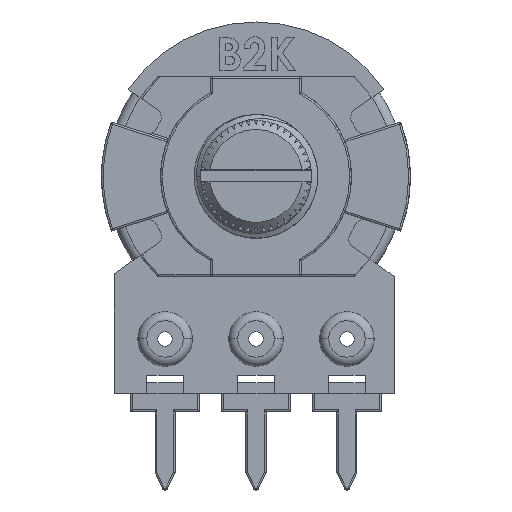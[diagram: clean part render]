
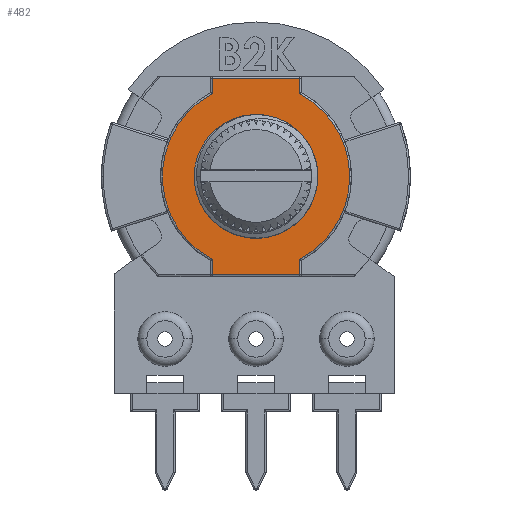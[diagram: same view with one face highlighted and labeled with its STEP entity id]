
A CAD part, top view. The second image highlights one B-rep face of the part: STEP entity #482.
In plain terms, the highlighted planar face has unit normal (0, 0, 1).
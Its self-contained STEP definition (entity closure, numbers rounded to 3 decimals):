
#55 = LINE ( 'NONE', #15304, #14126 ) ;
#335 = CARTESIAN_POINT ( 'NONE',  ( 0., 0., 2.2 ) ) ;
#369 = CIRCLE ( 'NONE', #13546, 3.4 ) ;
#473 = VERTEX_POINT ( 'NONE', #6361 ) ;
#482 = ADVANCED_FACE ( 'NONE', ( #16610, #5737 ), #7262, .T. ) ;
#802 = CARTESIAN_POINT ( 'NONE',  ( -2.4, -5.4, 2.2 ) ) ;
#862 = LINE ( 'NONE', #9042, #4455 ) ;
#869 = EDGE_LOOP ( 'NONE', ( #16704, #16010, #2863, #6329, #9286, #10567, #12479, #9214, #15083 ) ) ;
#904 = DIRECTION ( 'NONE',  ( 0., 1., 0. ) ) ;
#1048 = CIRCLE ( 'NONE', #4443, 5.15 ) ;
#1165 = VERTEX_POINT ( 'NONE', #4400 ) ;
#1425 = CARTESIAN_POINT ( 'NONE',  ( 0., -3.4, 2.2 ) ) ;
#1452 = EDGE_CURVE ( 'NONE', #473, #15873, #4557, .T. ) ;
#1549 = CARTESIAN_POINT ( 'NONE',  ( 2.4, -4.617, 2.2 ) ) ;
#1714 = DIRECTION ( 'NONE',  ( 1., 0., 0. ) ) ;
#1802 = CARTESIAN_POINT ( 'NONE',  ( 0., 0., 2.2 ) ) ;
#2257 = CARTESIAN_POINT ( 'NONE',  ( 5.15, 0., 2.2 ) ) ;
#2312 = EDGE_CURVE ( 'NONE', #10476, #15659, #55, .T. ) ;
#2406 = AXIS2_PLACEMENT_3D ( 'NONE', #1802, #11322, #3160 ) ;
#2863 = ORIENTED_EDGE ( 'NONE', *, *, #13216, .T. ) ;
#3160 = DIRECTION ( 'NONE',  ( 1., 0., 0. ) ) ;
#4039 = AXIS2_PLACEMENT_3D ( 'NONE', #335, #9853, #1714 ) ;
#4078 = DIRECTION ( 'NONE',  ( 0., 0., 1. ) ) ;
#4161 = AXIS2_PLACEMENT_3D ( 'NONE', #7680, #7946, #8065 ) ;
#4274 = DIRECTION ( 'NONE',  ( 0., 1., 0. ) ) ;
#4279 = CARTESIAN_POINT ( 'NONE',  ( 0., 0., 2.2 ) ) ;
#4400 = CARTESIAN_POINT ( 'NONE',  ( -2.404, -2.404, 2.2 ) ) ;
#4440 = VECTOR ( 'NONE', #16104, 1000. ) ;
#4443 = AXIS2_PLACEMENT_3D ( 'NONE', #5053, #14592, #6437 ) ;
#4455 = VECTOR ( 'NONE', #904, 1000. ) ;
#4557 = LINE ( 'NONE', #11682, #14576 ) ;
#4720 = EDGE_CURVE ( 'NONE', #13171, #6407, #14547, .T. ) ;
#4775 = CIRCLE ( 'NONE', #4039, 3.4 ) ;
#5053 = CARTESIAN_POINT ( 'NONE',  ( 0., 0., 2.2 ) ) ;
#5261 = CARTESIAN_POINT ( 'NONE',  ( 2.4, 4.557, 2.2 ) ) ;
#5643 = DIRECTION ( 'NONE',  ( 1., 0., 0. ) ) ;
#5737 = FACE_BOUND ( 'NONE', #6106, .T. ) ;
#5869 = CARTESIAN_POINT ( 'NONE',  ( -2.4, -4.557, 2.2 ) ) ;
#6076 = VERTEX_POINT ( 'NONE', #15785 ) ;
#6106 = EDGE_LOOP ( 'NONE', ( #11058, #6983 ) ) ;
#6329 = ORIENTED_EDGE ( 'NONE', *, *, #10155, .T. ) ;
#6361 = CARTESIAN_POINT ( 'NONE',  ( 2.4, 5.4, 2.2 ) ) ;
#6407 = VERTEX_POINT ( 'NONE', #5869 ) ;
#6437 = DIRECTION ( 'NONE',  ( 1., 0., 0. ) ) ;
#6620 = CARTESIAN_POINT ( 'NONE',  ( -2.4, -5.5, 2.2 ) ) ;
#6800 = CARTESIAN_POINT ( 'NONE',  ( 2.4, -5.4, 2.2 ) ) ;
#6983 = ORIENTED_EDGE ( 'NONE', *, *, #15192, .F. ) ;
#7109 = DIRECTION ( 'NONE',  ( 1., 0., 0. ) ) ;
#7211 = VERTEX_POINT ( 'NONE', #5261 ) ;
#7262 = PLANE ( 'NONE',  #4161 ) ;
#7680 = CARTESIAN_POINT ( 'NONE',  ( 0., 0., 2.2 ) ) ;
#7946 = DIRECTION ( 'NONE',  ( 0., 0., 1. ) ) ;
#8065 = DIRECTION ( 'NONE',  ( 1., 0., 0. ) ) ;
#8252 = EDGE_CURVE ( 'NONE', #7211, #473, #862, .T. ) ;
#8698 = CIRCLE ( 'NONE', #12492, 5.15 ) ;
#9042 = CARTESIAN_POINT ( 'NONE',  ( 2.4, 5.5, 2.2 ) ) ;
#9214 = ORIENTED_EDGE ( 'NONE', *, *, #16539, .T. ) ;
#9286 = ORIENTED_EDGE ( 'NONE', *, *, #12991, .T. ) ;
#9853 = DIRECTION ( 'NONE',  ( 0., 0., 1. ) ) ;
#9951 = EDGE_CURVE ( 'NONE', #6407, #10476, #14895, .T. ) ;
#10155 = EDGE_CURVE ( 'NONE', #6076, #11805, #8698, .T. ) ;
#10342 = CARTESIAN_POINT ( 'NONE',  ( -2.4, 4.617, 2.2 ) ) ;
#10476 = VERTEX_POINT ( 'NONE', #802 ) ;
#10567 = ORIENTED_EDGE ( 'NONE', *, *, #8252, .T. ) ;
#10673 = EDGE_CURVE ( 'NONE', #16152, #1165, #369, .T. ) ;
#11058 = ORIENTED_EDGE ( 'NONE', *, *, #10673, .F. ) ;
#11322 = DIRECTION ( 'NONE',  ( 0., 0., 1. ) ) ;
#11682 = CARTESIAN_POINT ( 'NONE',  ( -2.5, 5.4, 2.2 ) ) ;
#11700 = DIRECTION ( 'NONE',  ( 0., -1., 0. ) ) ;
#11805 = VERTEX_POINT ( 'NONE', #2257 ) ;
#12097 = VECTOR ( 'NONE', #4274, 1000. ) ;
#12238 = CARTESIAN_POINT ( 'NONE',  ( 0., 0., 2.2 ) ) ;
#12479 = ORIENTED_EDGE ( 'NONE', *, *, #1452, .T. ) ;
#12492 = AXIS2_PLACEMENT_3D ( 'NONE', #12238, #4078, #13616 ) ;
#12512 = LINE ( 'NONE', #1549, #12097 ) ;
#12760 = CARTESIAN_POINT ( 'NONE',  ( -2.4, 5.4, 2.2 ) ) ;
#12991 = EDGE_CURVE ( 'NONE', #11805, #7211, #1048, .T. ) ;
#13165 = VECTOR ( 'NONE', #11700, 1000. ) ;
#13171 = VERTEX_POINT ( 'NONE', #13698 ) ;
#13216 = EDGE_CURVE ( 'NONE', #15659, #6076, #12512, .T. ) ;
#13546 = AXIS2_PLACEMENT_3D ( 'NONE', #4279, #13828, #5643 ) ;
#13584 = DIRECTION ( 'NONE',  ( -1., 0., 0. ) ) ;
#13616 = DIRECTION ( 'NONE',  ( 1., 0., 0. ) ) ;
#13698 = CARTESIAN_POINT ( 'NONE',  ( -2.4, 4.557, 2.2 ) ) ;
#13828 = DIRECTION ( 'NONE',  ( 0., 0., 1. ) ) ;
#14126 = VECTOR ( 'NONE', #7109, 1000. ) ;
#14547 = CIRCLE ( 'NONE', #2406, 5.15 ) ;
#14576 = VECTOR ( 'NONE', #13584, 1000. ) ;
#14592 = DIRECTION ( 'NONE',  ( 0., 0., 1. ) ) ;
#14895 = LINE ( 'NONE', #6620, #4440 ) ;
#15083 = ORIENTED_EDGE ( 'NONE', *, *, #4720, .T. ) ;
#15192 = EDGE_CURVE ( 'NONE', #1165, #16152, #4775, .T. ) ;
#15304 = CARTESIAN_POINT ( 'NONE',  ( 2.5, -5.4, 2.2 ) ) ;
#15659 = VERTEX_POINT ( 'NONE', #6800 ) ;
#15785 = CARTESIAN_POINT ( 'NONE',  ( 2.4, -4.557, 2.2 ) ) ;
#15873 = VERTEX_POINT ( 'NONE', #12760 ) ;
#16010 = ORIENTED_EDGE ( 'NONE', *, *, #2312, .T. ) ;
#16104 = DIRECTION ( 'NONE',  ( 0., -1., 0. ) ) ;
#16152 = VERTEX_POINT ( 'NONE', #1425 ) ;
#16539 = EDGE_CURVE ( 'NONE', #15873, #13171, #16796, .T. ) ;
#16610 = FACE_OUTER_BOUND ( 'NONE', #869, .T. ) ;
#16704 = ORIENTED_EDGE ( 'NONE', *, *, #9951, .T. ) ;
#16796 = LINE ( 'NONE', #10342, #13165 ) ;
